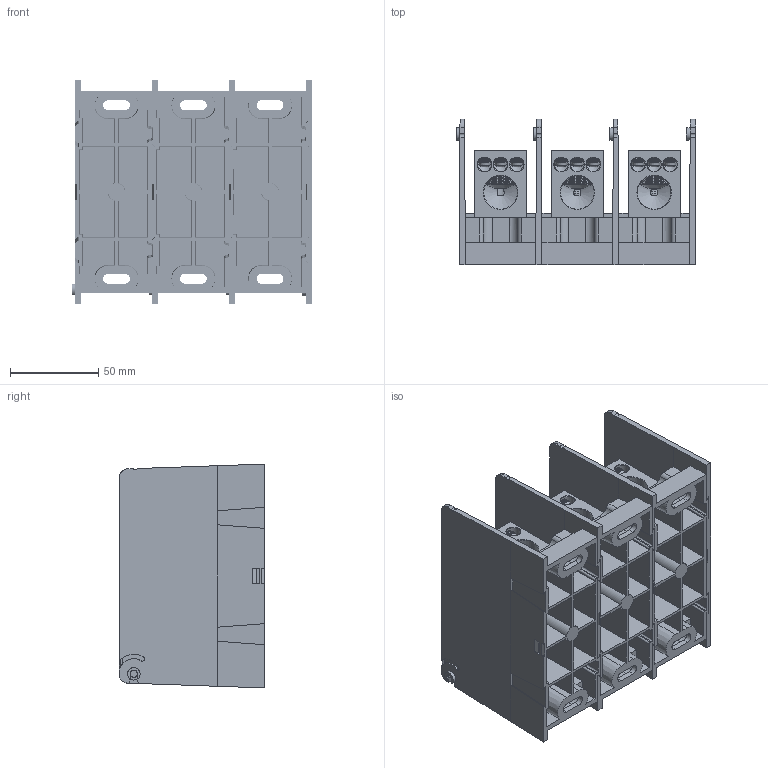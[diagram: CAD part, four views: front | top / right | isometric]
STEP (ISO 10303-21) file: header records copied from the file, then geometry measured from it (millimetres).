
FILE_DESCRIPTION (( 'STEP AP214' ), '1' );
FILE_NAME ('701904rev-3P.STEP', '2014-01-10T20:55:40', ( '' ), ( '' ), 'SwSTEP 2.0', 'SolidWorks 2013', '' );
FILE_SCHEMA (( 'AUTOMOTIVE_DESIGN' ));
Length unit declared in the file: inch
Products named in the file (26): 701904rev-3P_1_8; 701904rev-3P_1_18; 701904rev-3P_1_17; 701904rev-3P_1_16; 701904rev-3P_1_4; 701904rev-3P_1_15; 701904rev-3P; 701904rev-3P_1_24; 701904rev-3P_1_3; 701904rev-3P_1_23; 701904rev-3P_1_13; 701904rev-3P_1_11; 701904rev-3P_1_10; 701904rev-3P_1_20; 701904rev-3P_1_6; 701904rev-3P_1_2; 701904rev-3P_1_12; 701904rev-3P_1_25; 701904rev-3P_1; 701904rev-3P_1_22; 701904rev-3P_1_7; 701904rev-3P_1_21; 701904rev-3P_1_19; 701904rev-3P_1_14; 701904rev-3P_1_5; 701904rev-3P_1_9
Assembly tree (24 placements, depth 2):
  701904rev-3P
    701904rev-3P_1_16
    701904rev-3P_1_18
    701904rev-3P_1_9
    701904rev-3P_1_14
    701904rev-3P_1_21
    701904rev-3P_1_22
    701904rev-3P_1
    701904rev-3P_1_25
    701904rev-3P_1_12
    701904rev-3P_1_2
    701904rev-3P_1_6
    701904rev-3P_1_20
    701904rev-3P_1_10
    701904rev-3P_1_11
    701904rev-3P_1_13
    701904rev-3P_1_23
    701904rev-3P_1_3
    701904rev-3P_1_24
    701904rev-3P_1_15
    701904rev-3P_1_4
    701904rev-3P_1_17
    701904rev-3P_1_8
    701904rev-3P_1_5
    701904rev-3P_1_19
  701904rev-3P_1_7
Bounding box: 135.72 x 82.55 x 127.01 mm (x, y, z)
Surface area: 255910.9 mm2 (no closed solid volume)
Topology: 0 solids, 24 shells, 1836 faces, 4936 edges, 3208 vertices
Faces by surface type: plane 799, cone 494, cylinder 449, bspline 94
Full cylindrical faces by diameter (mm): 4.064 x1, 4.928 x3, 6.909 x12, 7.009 x36, 7.112 x1, 7.925 x36, 10.795 x2, 12.7 x3, 15.875 x3, 15.991 x33, 17.475 x27, 19.05 x6, 22.225 x3
Entity records: 110244 total; most frequent: CARTESIAN_POINT 45587, ORIENTED_EDGE 8258, DIRECTION 7425, EDGE_CURVE 4159, VERTEX_POINT 2920, AXIS2_PLACEMENT_3D 2585, EDGE_LOOP 2429, VECTOR 2255
